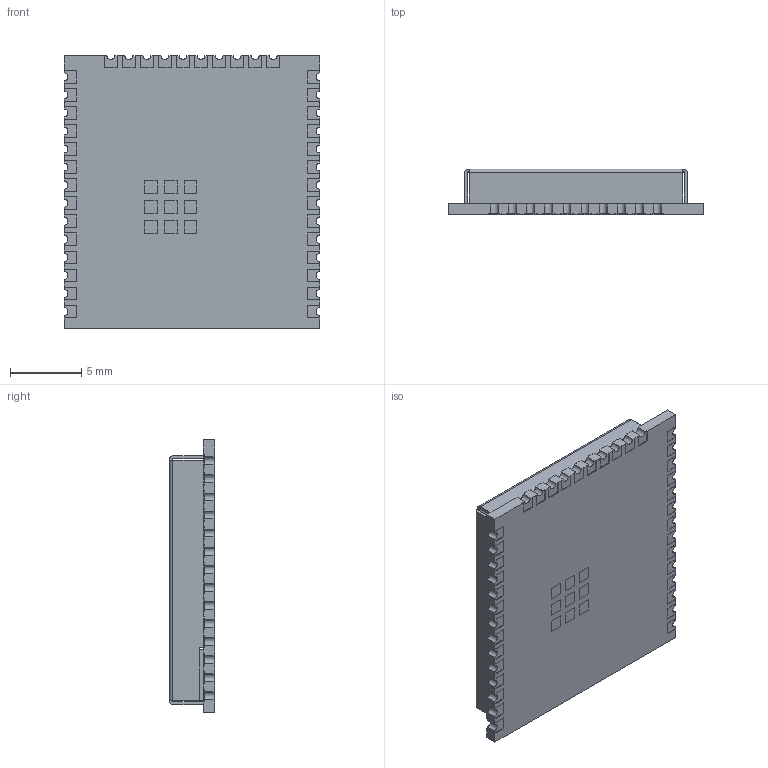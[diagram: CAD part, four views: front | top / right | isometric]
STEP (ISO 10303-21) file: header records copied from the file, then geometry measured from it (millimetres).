
FILE_DESCRIPTION (( 'STEP AP214' ), '1' );
FILE_NAME ('ESP32-WROOM-32UE(M113EH2800UH3Q0).STEP', '2021-06-03T12:36:32', ( '' ), ( '' ), 'SwSTEP 2.0', 'SolidWorks 2018', '' );
FILE_SCHEMA (( 'AUTOMOTIVE_DESIGN' ));
Length unit declared in the file: millimetre
Products named in the file (2): ESP32-WROOM-32UE(M113EH2800UH3Q0)
Bounding box: 18 x 3.2 x 19.2 mm (x, y, z)
Volume: 349.7 mm3; surface area: 1631.5 mm2
Topology: 12 solids, 12 shells, 587 faces, 1656 edges, 1102 vertices
Faces by surface type: plane 515, cylinder 70, cone 2
Entity records: 25350 total; most frequent: CARTESIAN_POINT 3384, ORIENTED_EDGE 3312, DIRECTION 2968, EDGE_CURVE 1656, VECTOR 1514, LINE 1514, VERTEX_POINT 1102, AXIS2_PLACEMENT_3D 727
